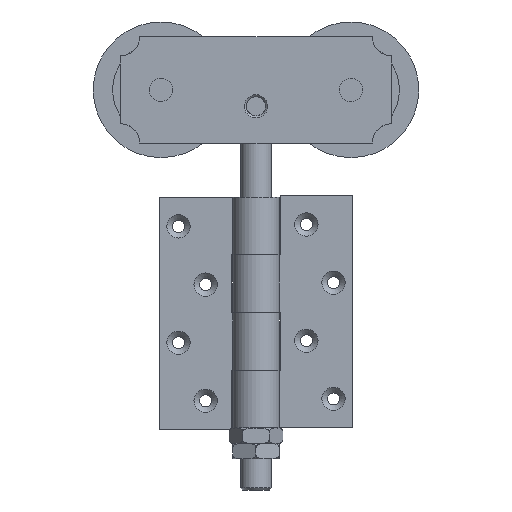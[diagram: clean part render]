
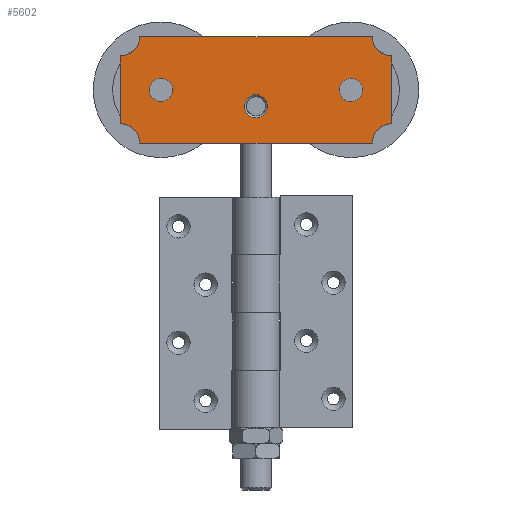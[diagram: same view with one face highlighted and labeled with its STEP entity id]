
A CAD part, front view. The second image highlights one B-rep face of the part: STEP entity #5602.
In plain terms, the highlighted face is planar.
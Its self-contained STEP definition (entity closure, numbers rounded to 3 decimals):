
#252=CIRCLE('',#6200,6.);
#254=CIRCLE('',#6204,10.);
#255=CIRCLE('',#6205,10.);
#256=CIRCLE('',#6206,10.);
#257=CIRCLE('',#6207,10.);
#258=CIRCLE('',#6208,5.);
#259=CIRCLE('',#6209,5.);
#746=FACE_BOUND('',#1338,.T.);
#747=FACE_BOUND('',#1339,.T.);
#748=FACE_BOUND('',#1340,.T.);
#853=PLANE('',#6203);
#1023=FACE_OUTER_BOUND('',#1337,.T.);
#1337=EDGE_LOOP('',(#4152,#4153,#4154,#4155,#4156,#4157,#4158,#4159));
#1338=EDGE_LOOP('',(#4160));
#1339=EDGE_LOOP('',(#4161));
#1340=EDGE_LOOP('',(#4162));
#1761=LINE('',#9167,#2137);
#1762=LINE('',#9171,#2138);
#1763=LINE('',#9175,#2139);
#1764=LINE('',#9178,#2140);
#2137=VECTOR('',#7154,10.);
#2138=VECTOR('',#7157,10.);
#2139=VECTOR('',#7160,10.);
#2140=VECTOR('',#7163,10.);
#2538=VERTEX_POINT('',#9155);
#2540=VERTEX_POINT('',#9163);
#2541=VERTEX_POINT('',#9164);
#2542=VERTEX_POINT('',#9166);
#2543=VERTEX_POINT('',#9168);
#2544=VERTEX_POINT('',#9170);
#2545=VERTEX_POINT('',#9172);
#2546=VERTEX_POINT('',#9174);
#2547=VERTEX_POINT('',#9176);
#2548=VERTEX_POINT('',#9179);
#2549=VERTEX_POINT('',#9181);
#3158=EDGE_CURVE('',#2538,#2538,#252,.T.);
#3162=EDGE_CURVE('',#2540,#2541,#254,.T.);
#3163=EDGE_CURVE('',#2542,#2540,#1761,.T.);
#3164=EDGE_CURVE('',#2543,#2542,#255,.T.);
#3165=EDGE_CURVE('',#2544,#2543,#1762,.T.);
#3166=EDGE_CURVE('',#2545,#2544,#256,.T.);
#3167=EDGE_CURVE('',#2546,#2545,#1763,.T.);
#3168=EDGE_CURVE('',#2547,#2546,#257,.T.);
#3169=EDGE_CURVE('',#2541,#2547,#1764,.T.);
#3170=EDGE_CURVE('',#2548,#2548,#258,.T.);
#3171=EDGE_CURVE('',#2549,#2549,#259,.T.);
#4152=ORIENTED_EDGE('',*,*,#3162,.F.);
#4153=ORIENTED_EDGE('',*,*,#3163,.F.);
#4154=ORIENTED_EDGE('',*,*,#3164,.F.);
#4155=ORIENTED_EDGE('',*,*,#3165,.F.);
#4156=ORIENTED_EDGE('',*,*,#3166,.F.);
#4157=ORIENTED_EDGE('',*,*,#3167,.F.);
#4158=ORIENTED_EDGE('',*,*,#3168,.F.);
#4159=ORIENTED_EDGE('',*,*,#3169,.F.);
#4160=ORIENTED_EDGE('',*,*,#3170,.T.);
#4161=ORIENTED_EDGE('',*,*,#3171,.T.);
#4162=ORIENTED_EDGE('',*,*,#3158,.F.);
#5602=ADVANCED_FACE('',(#1023,#746,#747,#748),#853,.T.);
#6200=AXIS2_PLACEMENT_3D('',#9156,#7142,#7143);
#6203=AXIS2_PLACEMENT_3D('',#9162,#7150,#7151);
#6204=AXIS2_PLACEMENT_3D('',#9165,#7152,#7153);
#6205=AXIS2_PLACEMENT_3D('',#9169,#7155,#7156);
#6206=AXIS2_PLACEMENT_3D('',#9173,#7158,#7159);
#6207=AXIS2_PLACEMENT_3D('',#9177,#7161,#7162);
#6208=AXIS2_PLACEMENT_3D('',#9180,#7164,#7165);
#6209=AXIS2_PLACEMENT_3D('',#9182,#7166,#7167);
#7142=DIRECTION('center_axis',(0.,0.,1.));
#7143=DIRECTION('ref_axis',(-1.,0.,0.));
#7150=DIRECTION('center_axis',(0.,0.,1.));
#7151=DIRECTION('ref_axis',(1.,0.,0.));
#7152=DIRECTION('center_axis',(0.,0.,1.));
#7153=DIRECTION('ref_axis',(-1.,0.,0.));
#7154=DIRECTION('',(1.,0.,0.));
#7155=DIRECTION('center_axis',(0.,0.,1.));
#7156=DIRECTION('ref_axis',(0.,-1.,0.));
#7157=DIRECTION('',(0.,1.,0.));
#7158=DIRECTION('center_axis',(0.,0.,1.));
#7159=DIRECTION('ref_axis',(1.,0.,0.));
#7160=DIRECTION('',(-1.,0.,0.));
#7161=DIRECTION('center_axis',(0.,0.,1.));
#7162=DIRECTION('ref_axis',(0.,1.,0.));
#7163=DIRECTION('',(0.,-1.,0.));
#7164=DIRECTION('center_axis',(0.,0.,-1.));
#7165=DIRECTION('ref_axis',(-1.,0.,0.));
#7166=DIRECTION('center_axis',(0.,0.,-1.));
#7167=DIRECTION('ref_axis',(-1.,0.,0.));
#9155=CARTESIAN_POINT('',(6.,0.,3.));
#9156=CARTESIAN_POINT('Origin',(0.,0.,3.));
#9162=CARTESIAN_POINT('Origin',(0.,8.5,3.));
#9163=CARTESIAN_POINT('',(60.,36.,3.));
#9164=CARTESIAN_POINT('',(70.,26.,3.));
#9165=CARTESIAN_POINT('Origin',(70.,36.,3.));
#9166=CARTESIAN_POINT('',(-60.,36.,3.));
#9167=CARTESIAN_POINT('',(-60.,36.,3.));
#9168=CARTESIAN_POINT('',(-70.,26.,3.));
#9169=CARTESIAN_POINT('Origin',(-70.,36.,3.));
#9170=CARTESIAN_POINT('',(-70.,-9.,3.));
#9171=CARTESIAN_POINT('',(-70.,-9.,3.));
#9172=CARTESIAN_POINT('',(-60.,-19.,3.));
#9173=CARTESIAN_POINT('Origin',(-70.,-19.,3.));
#9174=CARTESIAN_POINT('',(60.,-19.,3.));
#9175=CARTESIAN_POINT('',(60.,-19.,3.));
#9176=CARTESIAN_POINT('',(70.,-9.,3.));
#9177=CARTESIAN_POINT('Origin',(70.,-19.,3.));
#9178=CARTESIAN_POINT('',(70.,26.,3.));
#9179=CARTESIAN_POINT('',(-44.,8.5,3.));
#9180=CARTESIAN_POINT('Origin',(-49.,8.5,3.));
#9181=CARTESIAN_POINT('',(54.,8.5,3.));
#9182=CARTESIAN_POINT('Origin',(49.,8.5,3.));
